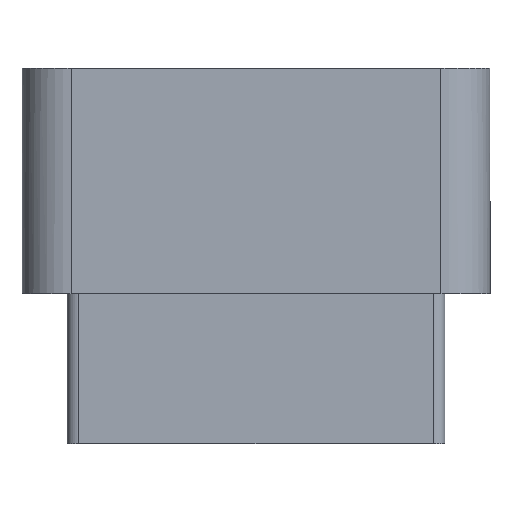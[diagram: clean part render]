
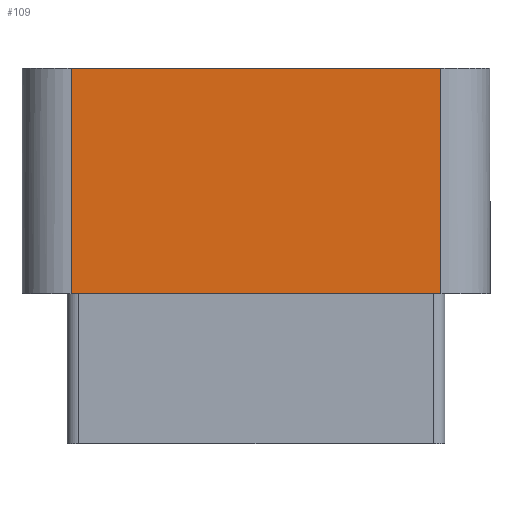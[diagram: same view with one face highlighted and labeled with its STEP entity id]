
A CAD part, front view. The second image highlights one B-rep face of the part: STEP entity #109.
In plain terms, the highlighted planar face has unit normal (0, -1, 0).
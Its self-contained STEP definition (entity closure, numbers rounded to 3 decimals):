
#109=ADVANCED_FACE('',(#222),#169,.T.);
#169=PLANE('',#1372);
#222=FACE_OUTER_BOUND('',#289,.T.);
#289=EDGE_LOOP('',(#438,#439,#440,#441));
#438=ORIENTED_EDGE('',*,*,#931,.F.);
#439=ORIENTED_EDGE('',*,*,#932,.T.);
#440=ORIENTED_EDGE('',*,*,#926,.T.);
#441=ORIENTED_EDGE('',*,*,#933,.T.);
#790=VERTEX_POINT('',#1975);
#791=VERTEX_POINT('',#1976);
#794=VERTEX_POINT('',#1985);
#795=VERTEX_POINT('',#1986);
#926=EDGE_CURVE('',#790,#791,#1097,.T.);
#931=EDGE_CURVE('',#794,#795,#1099,.T.);
#932=EDGE_CURVE('',#794,#790,#1100,.T.);
#933=EDGE_CURVE('',#791,#795,#1101,.T.);
#1097=LINE('',#1974,#1248);
#1099=LINE('',#1984,#1250);
#1100=LINE('',#1987,#1251);
#1101=LINE('',#1988,#1252);
#1248=VECTOR('',#1574,1.);
#1250=VECTOR('',#1584,1.);
#1251=VECTOR('',#1585,1.);
#1252=VECTOR('',#1586,1.);
#1372=AXIS2_PLACEMENT_3D('',#1989,#1587,#1588);
#1574=DIRECTION('',(0.,0.,1.));
#1584=DIRECTION('',(0.,0.,1.));
#1585=DIRECTION('',(1.,0.,0.));
#1586=DIRECTION('',(-1.,0.,0.));
#1587=DIRECTION('',(0.,-1.,0.));
#1588=DIRECTION('',(1.,0.,0.));
#1974=CARTESIAN_POINT('',(16.025,-8.705,-12.1));
#1975=CARTESIAN_POINT('',(16.025,-8.705,-16.6));
#1976=CARTESIAN_POINT('',(16.025,-8.705,2.9));
#1984=CARTESIAN_POINT('',(-16.025,-8.705,-12.1));
#1985=CARTESIAN_POINT('',(-16.025,-8.705,-16.6));
#1986=CARTESIAN_POINT('',(-16.025,-8.705,2.9));
#1987=CARTESIAN_POINT('',(0.,-8.705,-16.6));
#1988=CARTESIAN_POINT('',(-16.025,-8.705,2.9));
#1989=CARTESIAN_POINT('',(-16.025,-8.705,-12.1));
